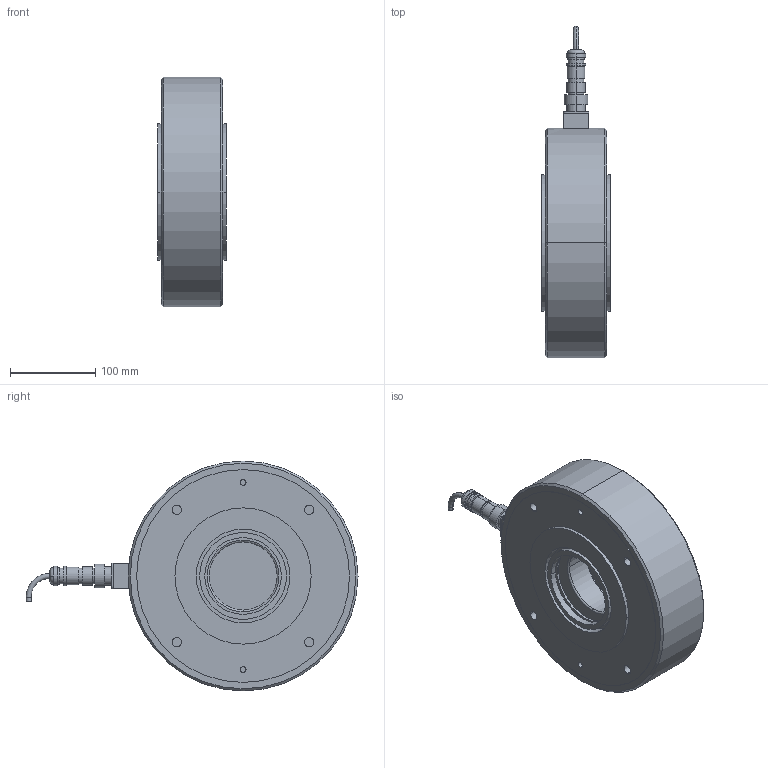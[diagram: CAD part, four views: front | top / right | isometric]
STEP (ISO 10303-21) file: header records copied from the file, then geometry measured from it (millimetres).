
FILE_DESCRIPTION((''),'2;1');
FILE_NAME('L50590_stp.stp','2019-05-21T13:30:33',(''),(''),'Mechanical Desktop 2009','Mechanical Desktop 2009',', , ');
FILE_SCHEMA(('CONFIG_CONTROL_DESIGN'));
Length unit declared in the file: millimetre
Products named in the file (18): L50590_STP; L4899004; TEIL1; L49342; TEIL1A; L48998; TEIL1AA; L49026; TEIL1AAA; V_RING_V90AA; V_RING_V90A; SICHERUNGSRING_J140; SICHERUNGSRING_J140A; PENDELKUGELLAGER_2216TVA; PENDELKUGELLAGER_2216TV; KABELDOSE_PG_AMPH_4-POLA; KABELDOSE_PG_AMPH_4-POL; RM_SDB
Assembly tree (19 placements, depth 3):
  L50590_STP
    L4899004
      TEIL1
    L49342
      TEIL1A
    L48998
      TEIL1AA
    L49026
      TEIL1AAA
    V_RING_V90AA
      V_RING_V90A
    SICHERUNGSRING_J140
      SICHERUNGSRING_J140A
    PENDELKUGELLAGER_2216TVA
      PENDELKUGELLAGER_2216TV
    KABELDOSE_PG_AMPH_4-POLA
      KABELDOSE_PG_AMPH_4-POL
    RM_SDB  x3
Bounding box: 80.8 x 390 x 270 mm (x, y, z)
Volume: 3604186.7 mm3; surface area: 489020.9 mm2
Topology: 8 solids, 8 shells, 241 faces, 554 edges, 362 vertices
Faces by surface type: cylinder 146, plane 61, cone 20, torus 12, bspline 2
Entity records: 7534 total; most frequent: DIRECTION 1412, CARTESIAN_POINT 1327, ORIENTED_EDGE 1088, AXIS2_PLACEMENT_3D 609, EDGE_CURVE 544, VERTEX_POINT 359, CIRCLE 350, EDGE_LOOP 333
